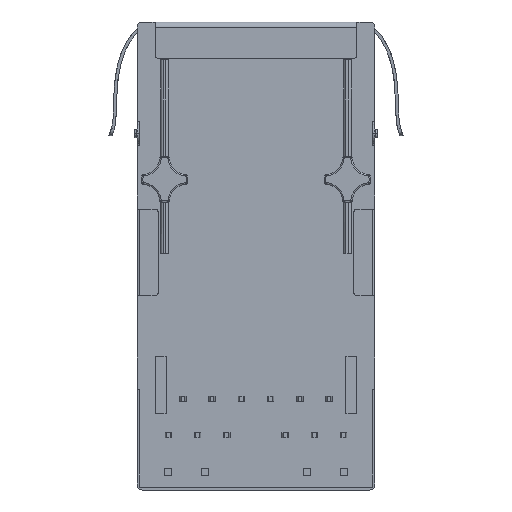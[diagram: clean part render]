
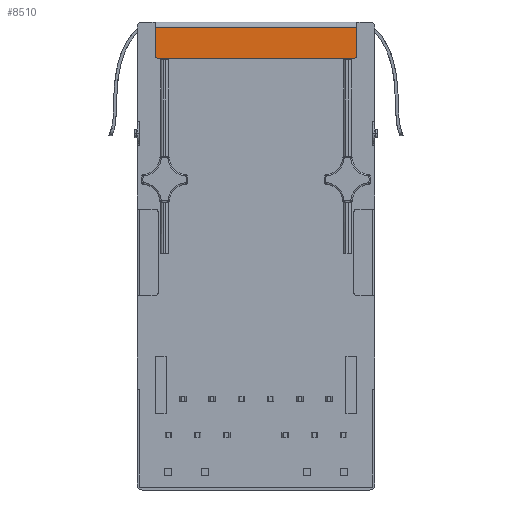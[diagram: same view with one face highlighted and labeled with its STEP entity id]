
A CAD part, front view. The second image highlights one B-rep face of the part: STEP entity #8510.
In plain terms, the highlighted planar face has unit normal (0, -1, 0).
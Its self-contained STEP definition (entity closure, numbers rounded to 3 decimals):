
#1138 = DIRECTION ( 'NONE',  ( 0., 1., 0. ) ) ;
#1589 = VECTOR ( 'NONE', #23481, 1000. ) ;
#1675 = ORIENTED_EDGE ( 'NONE', *, *, #2264, .T. ) ;
#2264 = EDGE_CURVE ( 'NONE', #3896, #31673, #31597, .T. ) ;
#3896 = VERTEX_POINT ( 'NONE', #16150 ) ;
#4617 = ORIENTED_EDGE ( 'NONE', *, *, #14175, .F. ) ;
#4706 = DIRECTION ( 'NONE',  ( 0., 0., -1. ) ) ;
#4965 = VECTOR ( 'NONE', #15350, 1000. ) ;
#5061 = AXIS2_PLACEMENT_3D ( 'NONE', #28190, #19854, #36536 ) ;
#5777 = VECTOR ( 'NONE', #6515, 1000. ) ;
#5840 = FACE_OUTER_BOUND ( 'NONE', #27082, .T. ) ;
#6515 = DIRECTION ( 'NONE',  ( 0., 0., 1. ) ) ;
#7689 = EDGE_CURVE ( 'NONE', #35817, #3896, #26248, .T. ) ;
#7773 = VERTEX_POINT ( 'NONE', #10523 ) ;
#7990 = DIRECTION ( 'NONE',  ( 1., 0., 0. ) ) ;
#8510 = ADVANCED_FACE ( 'NONE', ( #5840 ), #27635, .T. ) ;
#9907 = VECTOR ( 'NONE', #7990, 1000. ) ;
#9974 = DIRECTION ( 'NONE',  ( 0., 0., -1. ) ) ;
#10523 = CARTESIAN_POINT ( 'NONE',  ( 17.314, 3.76, -2.5 ) ) ;
#11674 = CARTESIAN_POINT ( 'NONE',  ( 17.464, 3.76, 0. ) ) ;
#12007 = EDGE_CURVE ( 'NONE', #31500, #7773, #25155, .T. ) ;
#12179 = EDGE_CURVE ( 'NONE', #14231, #35817, #22757, .T. ) ;
#13007 = CARTESIAN_POINT ( 'NONE',  ( 3.614, 3.76, -2.35 ) ) ;
#14175 = EDGE_CURVE ( 'NONE', #14231, #7773, #26990, .T. ) ;
#14231 = VERTEX_POINT ( 'NONE', #27148 ) ;
#14583 = AXIS2_PLACEMENT_3D ( 'NONE', #13007, #15426, #4706 ) ;
#14792 = CARTESIAN_POINT ( 'NONE',  ( 2.164, 3.76, -0.4 ) ) ;
#15350 = DIRECTION ( 'NONE',  ( 0., 0., -1. ) ) ;
#15426 = DIRECTION ( 'NONE',  ( 0., 1., 0. ) ) ;
#16150 = CARTESIAN_POINT ( 'NONE',  ( 3.464, 3.76, -0.4 ) ) ;
#17560 = CARTESIAN_POINT ( 'NONE',  ( 3.464, 3.76, -2.5 ) ) ;
#19761 = CARTESIAN_POINT ( 'NONE',  ( 3.464, 3.76, -2.35 ) ) ;
#19854 = DIRECTION ( 'NONE',  ( 0., -1., 0. ) ) ;
#20011 = CARTESIAN_POINT ( 'NONE',  ( 17.464, 3.76, -0.4 ) ) ;
#22268 = AXIS2_PLACEMENT_3D ( 'NONE', #35495, #1138, #9974 ) ;
#22757 = LINE ( 'NONE', #11674, #5777 ) ;
#22852 = CIRCLE ( 'NONE', #14583, 0.15 ) ;
#23481 = DIRECTION ( 'NONE',  ( -1., 0., 0. ) ) ;
#25155 = LINE ( 'NONE', #31068, #9907 ) ;
#26248 = LINE ( 'NONE', #14792, #1589 ) ;
#26990 = CIRCLE ( 'NONE', #22268, 0.15 ) ;
#27082 = EDGE_LOOP ( 'NONE', ( #29282, #33828, #1675, #28195, #31567, #4617 ) ) ;
#27148 = CARTESIAN_POINT ( 'NONE',  ( 17.464, 3.76, -2.35 ) ) ;
#27635 = PLANE ( 'NONE',  #5061 ) ;
#28190 = CARTESIAN_POINT ( 'NONE',  ( 2.164, 3.76, -32.5 ) ) ;
#28195 = ORIENTED_EDGE ( 'NONE', *, *, #32457, .F. ) ;
#29282 = ORIENTED_EDGE ( 'NONE', *, *, #12179, .T. ) ;
#31068 = CARTESIAN_POINT ( 'NONE',  ( 17.464, 3.76, -2.5 ) ) ;
#31500 = VERTEX_POINT ( 'NONE', #32265 ) ;
#31567 = ORIENTED_EDGE ( 'NONE', *, *, #12007, .T. ) ;
#31597 = LINE ( 'NONE', #17560, #4965 ) ;
#31673 = VERTEX_POINT ( 'NONE', #19761 ) ;
#32265 = CARTESIAN_POINT ( 'NONE',  ( 3.614, 3.76, -2.5 ) ) ;
#32457 = EDGE_CURVE ( 'NONE', #31500, #31673, #22852, .T. ) ;
#33828 = ORIENTED_EDGE ( 'NONE', *, *, #7689, .T. ) ;
#35495 = CARTESIAN_POINT ( 'NONE',  ( 17.314, 3.76, -2.35 ) ) ;
#35817 = VERTEX_POINT ( 'NONE', #20011 ) ;
#36536 = DIRECTION ( 'NONE',  ( 0., 0., -1. ) ) ;
